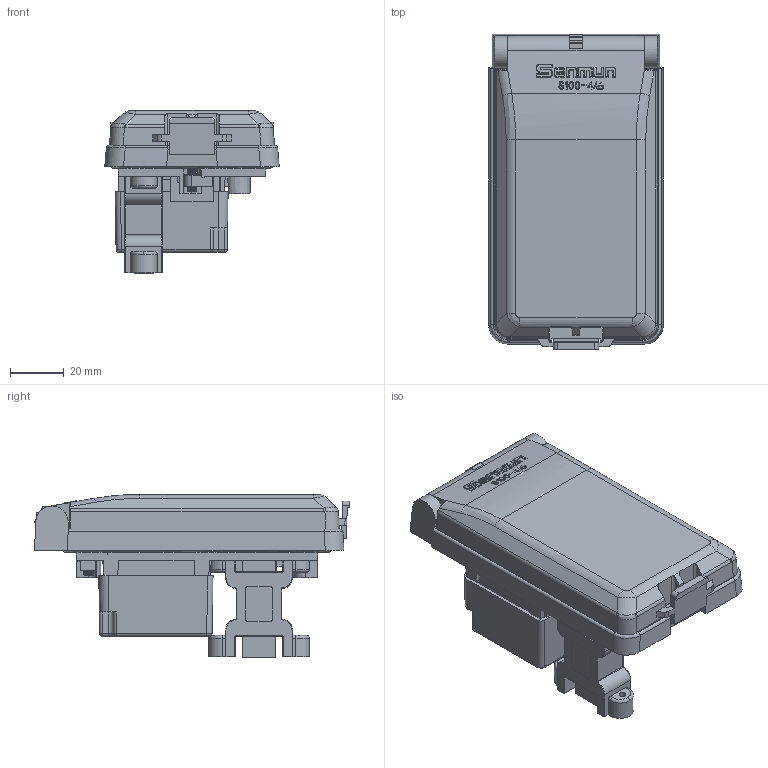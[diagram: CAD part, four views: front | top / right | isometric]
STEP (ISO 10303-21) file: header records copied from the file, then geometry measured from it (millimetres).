
FILE_DESCRIPTION(/* description */ (''),/* implementation_level */ '2;1');
FILE_NAME(/* name */ '',/* time_stamp */ '2025-11-05T11:42:14+08:00',/* author */ (''),/* organization */ (''),/* preprocessor_version */ 'ST-DEVELOPER v14',/* originating_system */ 'SIEMENS PLM Software NX 8.0',/* authorisation */ '');
FILE_SCHEMA (('AUTOMOTIVE_DESIGN { 1 0 10303 214 3 1 1 1 }'));
Products named in the file (1): Admi1154694E88mp
Bounding box: 65 x 117.6 x 60.75 mm (x, y, z)
Volume: 124614.9 mm3; surface area: 66890.8 mm2
Topology: 8 solids, 8 shells, 1755 faces, 4765 edges, 3058 vertices
Faces by surface type: plane 1126, cylinder 320, bspline 88, cone 74, extrusion 60, torus 57, sphere 30
Full cylindrical faces by diameter (mm): 3.3 x2, 3.5 x3, 3.9 x2, 4 x2, 5.5 x3, 8.5 x3
Entity records: 97463 total; most frequent: CARTESIAN_POINT 53932, ORIENTED_EDGE 9326, DIRECTION 7610, EDGE_CURVE 4663, VERTEX_POINT 3025, VECTOR 2736, LINE 2676, AXIS2_PLACEMENT_3D 2437
